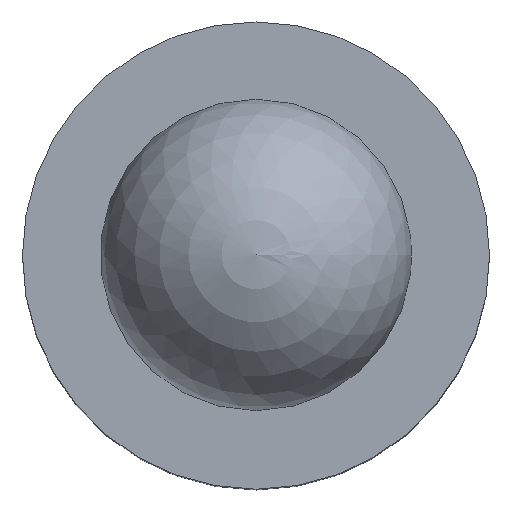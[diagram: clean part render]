
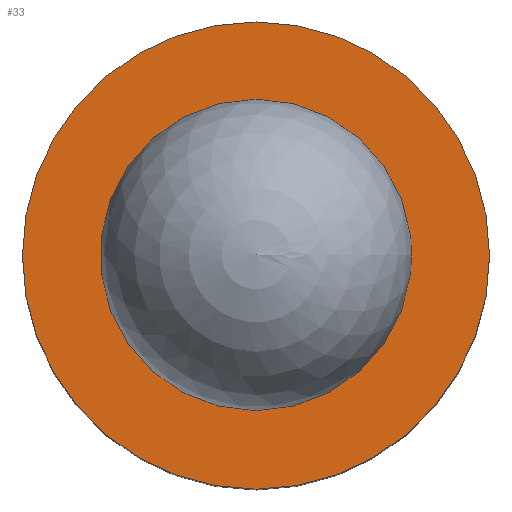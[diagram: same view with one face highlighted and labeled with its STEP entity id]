
A CAD part, top view. The second image highlights one B-rep face of the part: STEP entity #33.
In plain terms, the highlighted planar face has unit normal (0, 0, 1).
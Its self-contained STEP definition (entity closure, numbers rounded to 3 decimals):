
#33 = ADVANCED_FACE( '', ( #65, #66 ), #67, .F. );
#65 = FACE_BOUND( '', #99, .T. );
#66 = FACE_OUTER_BOUND( '', #100, .T. );
#67 = PLANE( '', #101 );
#99 = EDGE_LOOP( '', ( #129 ) );
#100 = EDGE_LOOP( '', ( #130 ) );
#101 = AXIS2_PLACEMENT_3D( '', #131, #132, #133 );
#129 = ORIENTED_EDGE( '', *, *, #167, .T. );
#130 = ORIENTED_EDGE( '', *, *, #168, .F. );
#131 = CARTESIAN_POINT( '', ( 0., 0., 3.8 ) );
#132 = DIRECTION( '', ( 0., 0., -1. ) );
#133 = DIRECTION( '', ( -1., 0., 0. ) );
#167 = EDGE_CURVE( '', #182, #182, #183, .T. );
#168 = EDGE_CURVE( '', #184, #184, #185, .T. );
#182 = VERTEX_POINT( '', #201 );
#183 = CIRCLE( '', #202, 2. );
#184 = VERTEX_POINT( '', #203 );
#185 = CIRCLE( '', #204, 6. );
#201 = CARTESIAN_POINT( '', ( -2., 0., 3.8 ) );
#202 = AXIS2_PLACEMENT_3D( '', #219, #220, #221 );
#203 = CARTESIAN_POINT( '', ( 0., 6., 3.8 ) );
#204 = AXIS2_PLACEMENT_3D( '', #222, #223, #224 );
#219 = CARTESIAN_POINT( '', ( 0., 0., 3.8 ) );
#220 = DIRECTION( '', ( 0., 0., -1. ) );
#221 = DIRECTION( '', ( -1., 0., 0. ) );
#222 = CARTESIAN_POINT( '', ( 0., 0., 3.8 ) );
#223 = DIRECTION( '', ( 0., 0., -1. ) );
#224 = DIRECTION( '', ( 0., 1., 0. ) );
